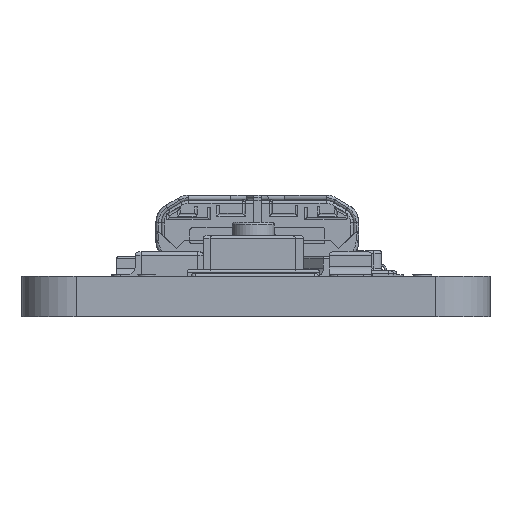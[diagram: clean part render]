
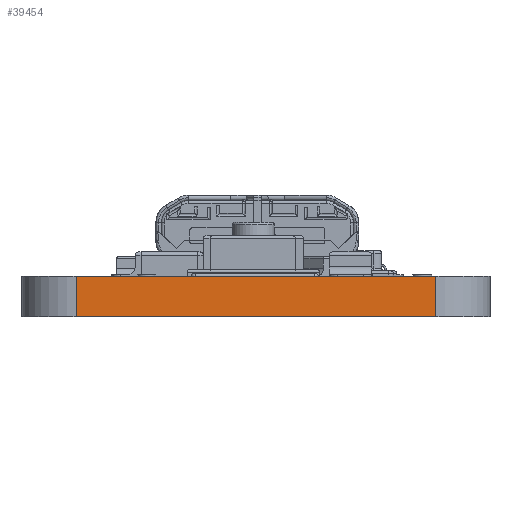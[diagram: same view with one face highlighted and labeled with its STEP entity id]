
A CAD part, front view. The second image highlights one B-rep face of the part: STEP entity #39454.
In plain terms, the highlighted planar face has unit normal (0, -1, 0).
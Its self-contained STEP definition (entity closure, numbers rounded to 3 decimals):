
#1277=PLANE('',#42236);
#2766=FACE_OUTER_BOUND('',#5360,.T.);
#5360=EDGE_LOOP('',(#27354,#27355,#27356,#27357));
#8079=LINE('',#59164,#11892);
#8115=LINE('',#59373,#11928);
#8119=LINE('',#59383,#11932);
#8122=LINE('',#59394,#11935);
#11892=VECTOR('',#46697,10.);
#11928=VECTOR('',#46939,10.);
#11932=VECTOR('',#46949,10.);
#11935=VECTOR('',#46960,10.);
#17303=VERTEX_POINT('',#59161);
#17304=VERTEX_POINT('',#59163);
#17374=VERTEX_POINT('',#59372);
#17377=VERTEX_POINT('',#59382);
#21103=EDGE_CURVE('',#17303,#17304,#8079,.T.);
#21207=EDGE_CURVE('',#17304,#17374,#8115,.T.);
#21212=EDGE_CURVE('',#17374,#17377,#8119,.T.);
#21218=EDGE_CURVE('',#17377,#17303,#8122,.T.);
#27354=ORIENTED_EDGE('',*,*,#21207,.F.);
#27355=ORIENTED_EDGE('',*,*,#21103,.F.);
#27356=ORIENTED_EDGE('',*,*,#21218,.F.);
#27357=ORIENTED_EDGE('',*,*,#21212,.F.);
#39454=ADVANCED_FACE('',(#2766),#1277,.T.);
#42236=AXIS2_PLACEMENT_3D('',#59403,#46973,#46974);
#46697=DIRECTION('',(1.,0.,0.));
#46939=DIRECTION('',(0.,0.,-1.));
#46949=DIRECTION('',(-1.,0.,0.));
#46960=DIRECTION('',(0.,0.,1.));
#46973=DIRECTION('center_axis',(0.,-1.,0.));
#46974=DIRECTION('ref_axis',(1.,0.,0.));
#59161=CARTESIAN_POINT('',(-6.7,-21.5,1.5));
#59163=CARTESIAN_POINT('',(6.6,-21.5,1.5));
#59164=CARTESIAN_POINT('',(9.,-21.5,1.5));
#59372=CARTESIAN_POINT('',(6.6,-21.5,0.));
#59373=CARTESIAN_POINT('',(6.6,-21.5,0.));
#59382=CARTESIAN_POINT('',(-6.7,-21.5,0.));
#59383=CARTESIAN_POINT('',(9.,-21.5,0.));
#59394=CARTESIAN_POINT('',(-6.7,-21.5,0.));
#59403=CARTESIAN_POINT('Origin',(-9.,-21.5,0.));
